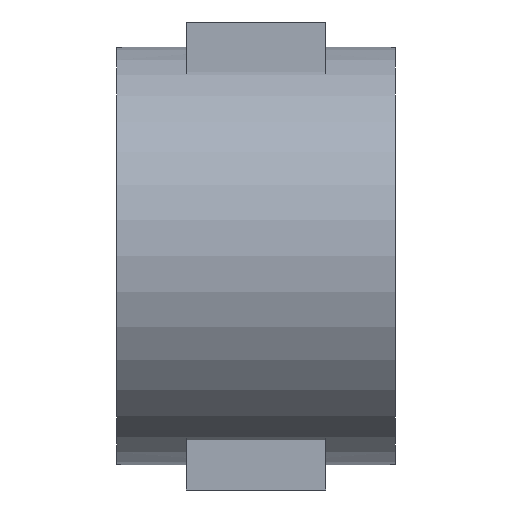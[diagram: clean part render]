
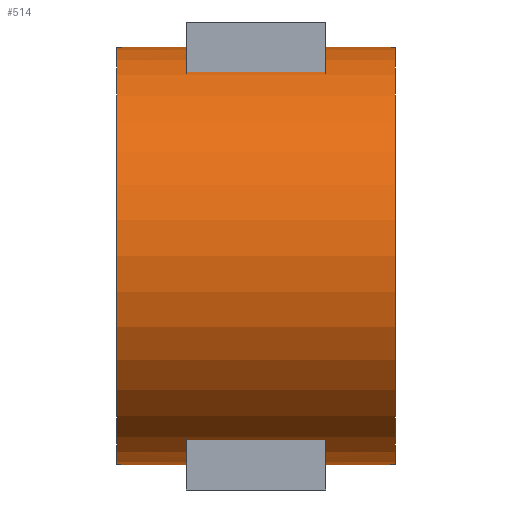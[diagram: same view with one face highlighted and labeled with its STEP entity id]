
A CAD part, left-side view. The second image highlights one B-rep face of the part: STEP entity #514.
In plain terms, the highlighted cylindrical face has radius 7.5 mm (diameter 15 mm), a full revolution.
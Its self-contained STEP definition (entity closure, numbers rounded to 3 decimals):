
#44=FACE_BOUND('',#104,.T.);
#45=FACE_BOUND('',#105,.T.);
#56=CIRCLE('',#564,7.5);
#57=CIRCLE('',#565,7.5);
#71=FACE_OUTER_BOUND('',#103,.T.);
#103=EDGE_LOOP('',(#382,#383,#384,#385));
#104=EDGE_LOOP('',(#386,#387));
#105=EDGE_LOOP('',(#388,#389));
#143=LINE('',#907,#191);
#191=VECTOR('',#621,7.5);
#236=B_SPLINE_CURVE_WITH_KNOTS('',3,(#744,#745,#746,#747,#748,#749,#750,
#751,#752,#753,#754,#755,#756,#757,#758,#759,#760,#761),.UNSPECIFIED.,.F.,
 .F.,(4,2,2,2,2,2,2,2,4),(0.,0.038,0.075,0.113,
0.151,0.189,0.226,0.264,
0.302),.UNSPECIFIED.);
#237=B_SPLINE_CURVE_WITH_KNOTS('',3,(#762,#763,#764,#765,#766,#767,#768,
#769,#770,#771,#772,#773,#774,#775,#776,#777,#778,#779),.UNSPECIFIED.,.F.,
 .F.,(4,2,2,2,2,2,2,2,4),(0.302,0.339,0.377,
0.415,0.453,0.49,0.528,
0.566,0.603),.UNSPECIFIED.);
#240=B_SPLINE_CURVE_WITH_KNOTS('',3,(#822,#823,#824,#825,#826,#827,#828,
#829,#830,#831,#832,#833,#834,#835,#836,#837,#838,#839),.UNSPECIFIED.,.F.,
 .F.,(4,2,2,2,2,2,2,2,4),(0.,0.038,0.075,0.113,
0.151,0.189,0.226,0.264,
0.302),.UNSPECIFIED.);
#241=B_SPLINE_CURVE_WITH_KNOTS('',3,(#840,#841,#842,#843,#844,#845,#846,
#847,#848,#849,#850,#851,#852,#853,#854,#855,#856,#857),.UNSPECIFIED.,.F.,
 .F.,(4,2,2,2,2,2,2,2,4),(0.302,0.339,0.377,
0.415,0.453,0.49,0.528,
0.566,0.603),.UNSPECIFIED.);
#244=VERTEX_POINT('',#742);
#245=VERTEX_POINT('',#743);
#248=VERTEX_POINT('',#820);
#249=VERTEX_POINT('',#821);
#254=VERTEX_POINT('',#904);
#255=VERTEX_POINT('',#906);
#292=EDGE_CURVE('',#244,#245,#236,.T.);
#293=EDGE_CURVE('',#245,#244,#237,.T.);
#297=EDGE_CURVE('',#248,#249,#240,.T.);
#298=EDGE_CURVE('',#249,#248,#241,.T.);
#305=EDGE_CURVE('',#254,#254,#56,.T.);
#306=EDGE_CURVE('',#254,#255,#143,.T.);
#307=EDGE_CURVE('',#255,#255,#57,.T.);
#382=ORIENTED_EDGE('',*,*,#305,.F.);
#383=ORIENTED_EDGE('',*,*,#306,.T.);
#384=ORIENTED_EDGE('',*,*,#307,.T.);
#385=ORIENTED_EDGE('',*,*,#306,.F.);
#386=ORIENTED_EDGE('',*,*,#292,.T.);
#387=ORIENTED_EDGE('',*,*,#293,.T.);
#388=ORIENTED_EDGE('',*,*,#297,.T.);
#389=ORIENTED_EDGE('',*,*,#298,.T.);
#505=CYLINDRICAL_SURFACE('',#563,7.5);
#514=ADVANCED_FACE('',(#71,#44,#45),#505,.T.);
#563=AXIS2_PLACEMENT_3D('',#903,#617,#618);
#564=AXIS2_PLACEMENT_3D('',#905,#619,#620);
#565=AXIS2_PLACEMENT_3D('',#908,#622,#623);
#617=DIRECTION('center_axis',(0.,1.,0.));
#618=DIRECTION('ref_axis',(1.,0.,0.));
#619=DIRECTION('center_axis',(0.,1.,0.));
#620=DIRECTION('ref_axis',(1.,0.,0.));
#621=DIRECTION('',(0.,-1.,0.));
#622=DIRECTION('center_axis',(0.,1.,0.));
#623=DIRECTION('ref_axis',(1.,0.,0.));
#742=CARTESIAN_POINT('',(1.,5.,-7.433));
#743=CARTESIAN_POINT('',(-1.,5.,-7.433));
#744=CARTESIAN_POINT('Ctrl Pts',(1.,5.,-7.433));
#745=CARTESIAN_POINT('Ctrl Pts',(1.,5.126,-7.433));
#746=CARTESIAN_POINT('Ctrl Pts',(0.975,5.26,-7.437));
#747=CARTESIAN_POINT('Ctrl Pts',(0.873,5.506,-7.449));
#748=CARTESIAN_POINT('Ctrl Pts',(0.796,5.618,-7.458));
#749=CARTESIAN_POINT('Ctrl Pts',(0.618,5.796,-7.475));
#750=CARTESIAN_POINT('Ctrl Pts',(0.506,5.873,-7.484));
#751=CARTESIAN_POINT('Ctrl Pts',(0.26,5.975,-7.497));
#752=CARTESIAN_POINT('Ctrl Pts',(0.126,6.,-7.5));
#753=CARTESIAN_POINT('Ctrl Pts',(-0.126,6.,-7.5));
#754=CARTESIAN_POINT('Ctrl Pts',(-0.26,5.975,-7.497));
#755=CARTESIAN_POINT('Ctrl Pts',(-0.506,5.873,-7.484));
#756=CARTESIAN_POINT('Ctrl Pts',(-0.618,5.796,-7.475));
#757=CARTESIAN_POINT('Ctrl Pts',(-0.796,5.618,-7.458));
#758=CARTESIAN_POINT('Ctrl Pts',(-0.873,5.506,-7.449));
#759=CARTESIAN_POINT('Ctrl Pts',(-0.975,5.26,-7.437));
#760=CARTESIAN_POINT('Ctrl Pts',(-1.,5.126,-7.433));
#761=CARTESIAN_POINT('Ctrl Pts',(-1.,5.,-7.433));
#762=CARTESIAN_POINT('Ctrl Pts',(-1.,5.,-7.433));
#763=CARTESIAN_POINT('Ctrl Pts',(-1.,4.874,-7.433));
#764=CARTESIAN_POINT('Ctrl Pts',(-0.975,4.74,-7.437));
#765=CARTESIAN_POINT('Ctrl Pts',(-0.873,4.494,-7.449));
#766=CARTESIAN_POINT('Ctrl Pts',(-0.796,4.382,-7.458));
#767=CARTESIAN_POINT('Ctrl Pts',(-0.618,4.204,-7.475));
#768=CARTESIAN_POINT('Ctrl Pts',(-0.506,4.127,-7.484));
#769=CARTESIAN_POINT('Ctrl Pts',(-0.26,4.025,-7.497));
#770=CARTESIAN_POINT('Ctrl Pts',(-0.126,4.,-7.5));
#771=CARTESIAN_POINT('Ctrl Pts',(0.126,4.,-7.5));
#772=CARTESIAN_POINT('Ctrl Pts',(0.26,4.025,-7.497));
#773=CARTESIAN_POINT('Ctrl Pts',(0.506,4.127,-7.484));
#774=CARTESIAN_POINT('Ctrl Pts',(0.618,4.204,-7.475));
#775=CARTESIAN_POINT('Ctrl Pts',(0.796,4.382,-7.458));
#776=CARTESIAN_POINT('Ctrl Pts',(0.873,4.494,-7.449));
#777=CARTESIAN_POINT('Ctrl Pts',(0.975,4.74,-7.437));
#778=CARTESIAN_POINT('Ctrl Pts',(1.,4.874,-7.433));
#779=CARTESIAN_POINT('Ctrl Pts',(1.,5.,-7.433));
#820=CARTESIAN_POINT('',(-1.,5.,7.433));
#821=CARTESIAN_POINT('',(1.,5.,7.433));
#822=CARTESIAN_POINT('Ctrl Pts',(-1.,5.,7.433));
#823=CARTESIAN_POINT('Ctrl Pts',(-1.,5.126,7.433));
#824=CARTESIAN_POINT('Ctrl Pts',(-0.975,5.26,7.437));
#825=CARTESIAN_POINT('Ctrl Pts',(-0.873,5.506,7.449));
#826=CARTESIAN_POINT('Ctrl Pts',(-0.796,5.618,7.458));
#827=CARTESIAN_POINT('Ctrl Pts',(-0.618,5.796,7.475));
#828=CARTESIAN_POINT('Ctrl Pts',(-0.506,5.873,7.484));
#829=CARTESIAN_POINT('Ctrl Pts',(-0.26,5.975,7.497));
#830=CARTESIAN_POINT('Ctrl Pts',(-0.126,6.,7.5));
#831=CARTESIAN_POINT('Ctrl Pts',(0.126,6.,7.5));
#832=CARTESIAN_POINT('Ctrl Pts',(0.26,5.975,7.497));
#833=CARTESIAN_POINT('Ctrl Pts',(0.506,5.873,7.484));
#834=CARTESIAN_POINT('Ctrl Pts',(0.618,5.796,7.475));
#835=CARTESIAN_POINT('Ctrl Pts',(0.796,5.618,7.458));
#836=CARTESIAN_POINT('Ctrl Pts',(0.873,5.506,7.449));
#837=CARTESIAN_POINT('Ctrl Pts',(0.975,5.26,7.437));
#838=CARTESIAN_POINT('Ctrl Pts',(1.,5.126,7.433));
#839=CARTESIAN_POINT('Ctrl Pts',(1.,5.,7.433));
#840=CARTESIAN_POINT('Ctrl Pts',(1.,5.,7.433));
#841=CARTESIAN_POINT('Ctrl Pts',(1.,4.874,7.433));
#842=CARTESIAN_POINT('Ctrl Pts',(0.975,4.74,7.437));
#843=CARTESIAN_POINT('Ctrl Pts',(0.873,4.494,7.449));
#844=CARTESIAN_POINT('Ctrl Pts',(0.796,4.382,7.458));
#845=CARTESIAN_POINT('Ctrl Pts',(0.618,4.204,7.475));
#846=CARTESIAN_POINT('Ctrl Pts',(0.506,4.127,7.484));
#847=CARTESIAN_POINT('Ctrl Pts',(0.26,4.025,7.497));
#848=CARTESIAN_POINT('Ctrl Pts',(0.126,4.,7.5));
#849=CARTESIAN_POINT('Ctrl Pts',(-0.126,4.,7.5));
#850=CARTESIAN_POINT('Ctrl Pts',(-0.26,4.025,7.497));
#851=CARTESIAN_POINT('Ctrl Pts',(-0.506,4.127,7.484));
#852=CARTESIAN_POINT('Ctrl Pts',(-0.618,4.204,7.475));
#853=CARTESIAN_POINT('Ctrl Pts',(-0.796,4.382,7.458));
#854=CARTESIAN_POINT('Ctrl Pts',(-0.873,4.494,7.449));
#855=CARTESIAN_POINT('Ctrl Pts',(-0.975,4.74,7.437));
#856=CARTESIAN_POINT('Ctrl Pts',(-1.,4.874,7.433));
#857=CARTESIAN_POINT('Ctrl Pts',(-1.,5.,7.433));
#903=CARTESIAN_POINT('Origin',(0.,0.,0.));
#904=CARTESIAN_POINT('',(-7.5,10.,0.));
#905=CARTESIAN_POINT('Origin',(0.,10.,0.));
#906=CARTESIAN_POINT('',(-7.5,0.,0.));
#907=CARTESIAN_POINT('',(-7.5,0.,0.));
#908=CARTESIAN_POINT('Origin',(0.,0.,0.));
